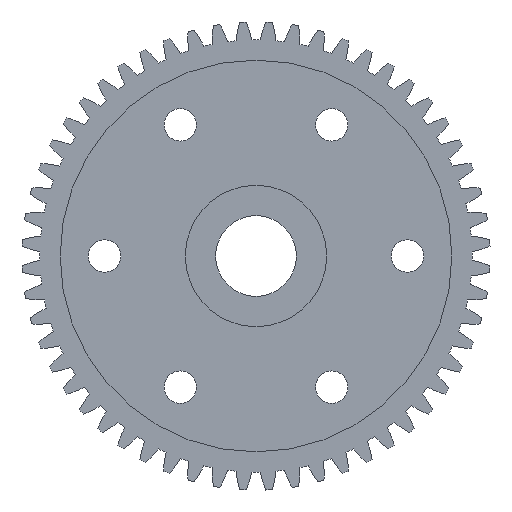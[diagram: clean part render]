
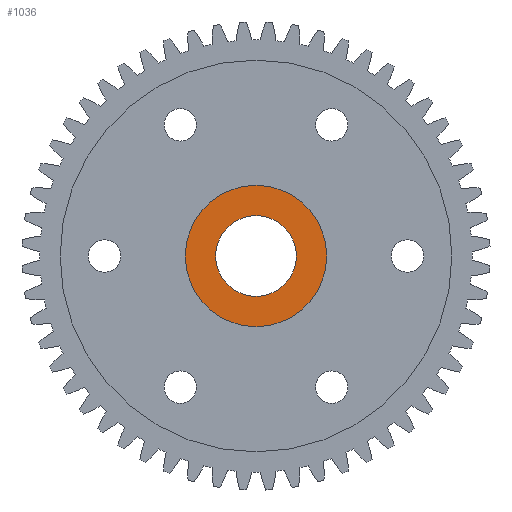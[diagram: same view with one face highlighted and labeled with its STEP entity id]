
A CAD part, left-side view. The second image highlights one B-rep face of the part: STEP entity #1036.
In plain terms, the highlighted planar face has unit normal (-1, 0, 0).
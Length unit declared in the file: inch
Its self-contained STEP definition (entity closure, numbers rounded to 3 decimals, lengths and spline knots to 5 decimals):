
#12 = CARTESIAN_POINT ( 'NONE',  ( 0., 0., -0.4375 ) ) ;
#47 = DIRECTION ( 'NONE',  ( 1., 0., 0. ) ) ;
#425 = DIRECTION ( 'NONE',  ( -1., 0., 0. ) ) ;
#445 = DIRECTION ( 'NONE',  ( -1., 0., 0. ) ) ;
#481 = EDGE_LOOP ( 'NONE', ( #2537, #6120 ) ) ;
#621 = FACE_BOUND ( 'NONE', #481, .T. ) ;
#1036 = ADVANCED_FACE ( 'NONE', ( #621, #7175 ), #2765, .F. ) ;
#1099 = AXIS2_PLACEMENT_3D ( 'NONE', #2081, #47, #4801 ) ;
#1117 = DIRECTION ( 'NONE',  ( -1., 0., 0. ) ) ;
#1719 = VERTEX_POINT ( 'NONE', #8238 ) ;
#1738 = AXIS2_PLACEMENT_3D ( 'NONE', #4467, #425, #5163 ) ;
#1961 = AXIS2_PLACEMENT_3D ( 'NONE', #5176, #1117, #5841 ) ;
#2081 = CARTESIAN_POINT ( 'NONE',  ( 0., 0., 0. ) ) ;
#2345 = CIRCLE ( 'NONE', #7969, 0.25 ) ;
#2520 = CARTESIAN_POINT ( 'NONE',  ( 0., 0., 0.4375 ) ) ;
#2537 = ORIENTED_EDGE ( 'NONE', *, *, #3063, .F. ) ;
#2736 = VERTEX_POINT ( 'NONE', #12 ) ;
#2765 = PLANE ( 'NONE',  #1099 ) ;
#2963 = ORIENTED_EDGE ( 'NONE', *, *, #4611, .T. ) ;
#3014 = VERTEX_POINT ( 'NONE', #7111 ) ;
#3049 = CIRCLE ( 'NONE', #7892, 0.25 ) ;
#3063 = EDGE_CURVE ( 'NONE', #1719, #3014, #3049, .T. ) ;
#3186 = EDGE_LOOP ( 'NONE', ( #8283, #2963 ) ) ;
#3617 = EDGE_CURVE ( 'NONE', #8184, #2736, #5910, .T. ) ;
#3666 = CIRCLE ( 'NONE', #1738, 0.4375 ) ;
#3839 = DIRECTION ( 'NONE',  ( -1., 0., 0. ) ) ;
#4467 = CARTESIAN_POINT ( 'NONE',  ( 0., 0., 0. ) ) ;
#4486 = CARTESIAN_POINT ( 'NONE',  ( 0., 0., 0. ) ) ;
#4611 = EDGE_CURVE ( 'NONE', #2736, #8184, #3666, .T. ) ;
#4801 = DIRECTION ( 'NONE',  ( 0., 0., -1. ) ) ;
#5163 = DIRECTION ( 'NONE',  ( 0., 0., 1. ) ) ;
#5176 = CARTESIAN_POINT ( 'NONE',  ( 0., 0., 0. ) ) ;
#5196 = DIRECTION ( 'NONE',  ( 0., 0., -1. ) ) ;
#5841 = DIRECTION ( 'NONE',  ( 0., 0., 1. ) ) ;
#5910 = CIRCLE ( 'NONE', #1961, 0.4375 ) ;
#6120 = ORIENTED_EDGE ( 'NONE', *, *, #6157, .F. ) ;
#6157 = EDGE_CURVE ( 'NONE', #3014, #1719, #2345, .T. ) ;
#7111 = CARTESIAN_POINT ( 'NONE',  ( 0., 0., -0.25 ) ) ;
#7175 = FACE_OUTER_BOUND ( 'NONE', #3186, .T. ) ;
#7877 = CARTESIAN_POINT ( 'NONE',  ( 0., 0., 0. ) ) ;
#7892 = AXIS2_PLACEMENT_3D ( 'NONE', #7877, #3839, #8566 ) ;
#7969 = AXIS2_PLACEMENT_3D ( 'NONE', #4486, #445, #5196 ) ;
#8184 = VERTEX_POINT ( 'NONE', #2520 ) ;
#8238 = CARTESIAN_POINT ( 'NONE',  ( 0., 0., 0.25 ) ) ;
#8283 = ORIENTED_EDGE ( 'NONE', *, *, #3617, .T. ) ;
#8566 = DIRECTION ( 'NONE',  ( 0., 0., -1. ) ) ;
